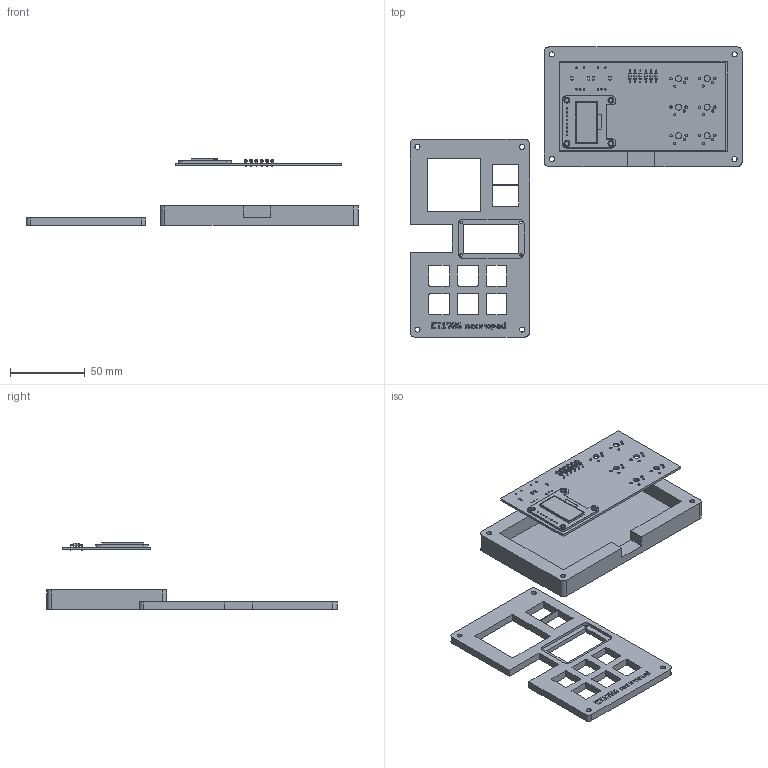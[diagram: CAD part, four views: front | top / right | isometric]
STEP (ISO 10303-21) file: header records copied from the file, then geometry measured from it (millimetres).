
FILE_DESCRIPTION(/* description */ ('KiCad electronic assembly'),/* implementation_level */ '2;1');
FILE_NAME(/* name */ 'macropad.step',/* time_stamp */ '2025-12-25T19:41:38+08:00',/* author */ (''),/* organization */ (''),/* preprocessor_version */ 'ST-DEVELOPER v20.1',/* originating_system */ 'Autodesk Translation Framework v14.21.0.0',/* authorisation */ '');
FILE_SCHEMA (('AUTOMOTIVE_DESIGN { 1 0 10303 214 3 1 1 }'));
Length unit declared in the file: millimetre
Products named in the file (7): macropad 1; Adafruit_SSD1306; PCB; D_DO-35_SOD27_P7.62mm_Horizontal; macropad_PCB; macropad top; macropad bottom
Assembly tree (11 placements, depth 4):
  macropad 1
    Adafruit_SSD1306
      PCB
        D_DO-35_SOD27_P7.62mm_Horizontal  x6
        macropad_PCB
    macropad top
    macropad bottom
Bounding box: 221.66 x 193.67 x 44.59 mm (x, y, z)
Volume: 110382 mm3; surface area: 66458.9 mm2
Topology: 16 solids, 16 shells, 685 faces, 1739 edges, 1099 vertices
Faces by surface type: plane 438, cylinder 211, torus 30, sphere 6
Full cylindrical faces by diameter (mm): 0.5 x18, 0.8 x12, 1 x26, 1.5 x12, 1.623 x4, 1.7 x12, 2 x12, 2.02 x6, 2.7 x4, 2.8 x7, 3.4 x8, 4 x10, 6 x4
Entity records: 19274 total; most frequent: CARTESIAN_POINT 3225, DIRECTION 3220, ORIENTED_EDGE 3186, EDGE_CURVE 1593, LINE 1212, VECTOR 1212, VERTEX_POINT 1009, AXIS2_PLACEMENT_3D 1004
